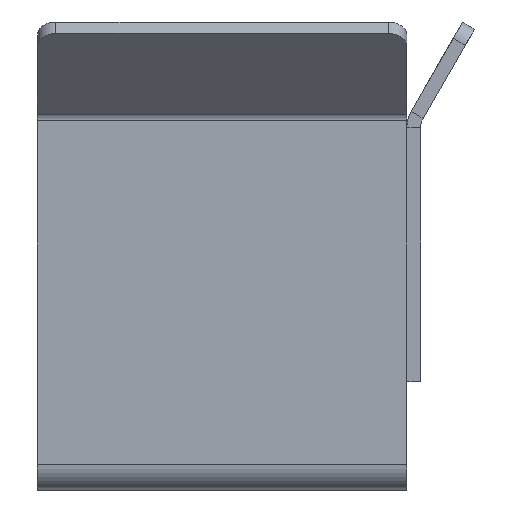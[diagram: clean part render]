
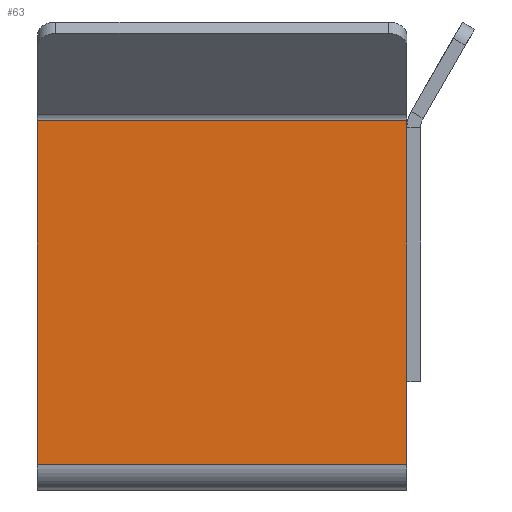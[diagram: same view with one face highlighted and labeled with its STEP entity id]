
A CAD part, left-side view. The second image highlights one B-rep face of the part: STEP entity #63.
In plain terms, the highlighted planar face has unit normal (-1, 0, 0).
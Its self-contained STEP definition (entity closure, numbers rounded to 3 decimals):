
#63=ADVANCED_FACE('',(#310),#312,.F.);
#310=FACE_BOUND('',#311,.T.);
#311=EDGE_LOOP('',(#1627,#1628,#1629,#1630));
#312=PLANE('',#313);
#313=AXIS2_PLACEMENT_3D('',#314,#315,#316);
#314=CARTESIAN_POINT('',(-52.,0.,-46.341));
#315=DIRECTION('',(1.,0.,0.));
#316=DIRECTION('',(0.,0.,-1.));
#1627=ORIENTED_EDGE('',*,*,#2602,.T.);
#1628=ORIENTED_EDGE('',*,*,#2566,.F.);
#1629=ORIENTED_EDGE('',*,*,#2603,.T.);
#1630=ORIENTED_EDGE('',*,*,#2604,.F.);
#2566=EDGE_CURVE('',#3064,#3066,#3067,.T.);
#2602=EDGE_CURVE('',#3126,#3066,#3127,.T.);
#2603=EDGE_CURVE('',#3064,#3128,#3129,.T.);
#2604=EDGE_CURVE('',#3126,#3128,#3130,.T.);
#3064=VERTEX_POINT('',#3880);
#3066=VERTEX_POINT('',#3884);
#3067=LINE('',#3885,#3886);
#3126=VERTEX_POINT('',#4020);
#3127=LINE('',#4021,#4022);
#3128=VERTEX_POINT('',#4024);
#3129=LINE('',#4025,#4026);
#3130=LINE('',#4028,#4029);
#3880=CARTESIAN_POINT('',(-52.,-40.,80.));
#3884=CARTESIAN_POINT('',(-52.,-40.,5.5));
#3885=CARTESIAN_POINT('',(-52.,-40.,80.));
#3886=VECTOR('',#3887,1.);
#3887=DIRECTION('',(0.,0.,-1.));
#4020=CARTESIAN_POINT('',(-52.,40.,5.5));
#4021=CARTESIAN_POINT('',(-52.,40.,5.5));
#4022=VECTOR('',#4023,1.);
#4023=DIRECTION('',(0.,-1.,0.));
#4024=CARTESIAN_POINT('',(-52.,40.,80.));
#4025=CARTESIAN_POINT('',(-52.,-40.,80.));
#4026=VECTOR('',#4027,1.);
#4027=DIRECTION('',(0.,1.,0.));
#4028=CARTESIAN_POINT('',(-52.,40.,5.5));
#4029=VECTOR('',#4030,1.);
#4030=DIRECTION('',(0.,0.,1.));
